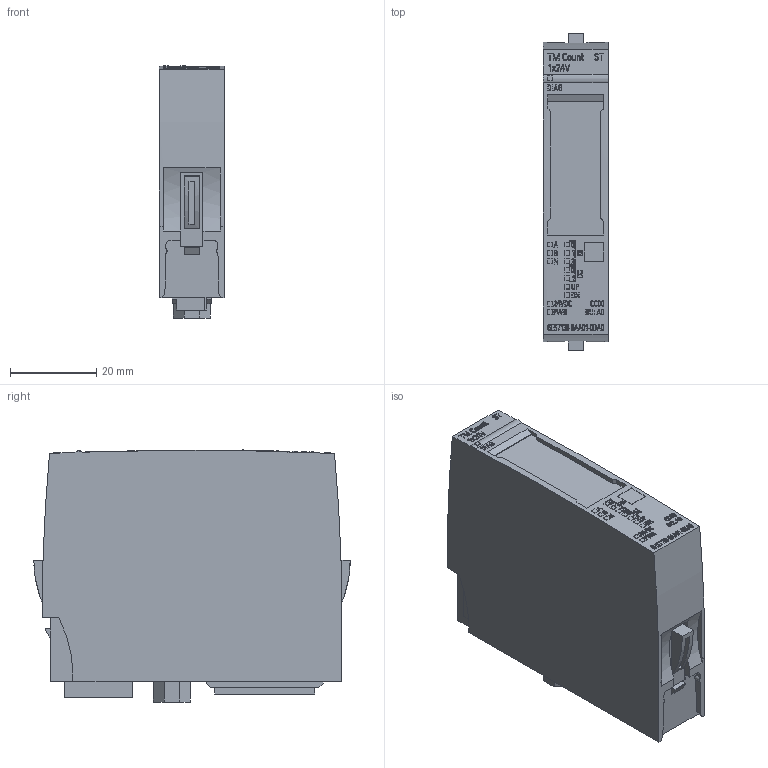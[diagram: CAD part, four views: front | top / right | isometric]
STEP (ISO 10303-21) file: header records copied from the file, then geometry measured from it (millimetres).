
FILE_DESCRIPTION(/* description */ (''),/* implementation_level */ '2;1');
FILE_NAME(/* name */ '6ES7138-6AA01-0BA0_3d.stp',/* time_stamp */ '2024-07-23T11:11:41+02:00',/* author */ (''),/* organization */ (''),/* preprocessor_version */ 'ST-DEVELOPER v18.102',/* originating_system */ 'SIEMENS PLM Software NX 2023',/* authorisation */ '');
FILE_SCHEMA (('AUTOMOTIVE_DESIGN { 1 0 10303 214 3 1 1 1 }'));
Products named in the file (3): A5E47370610A_RS-AA_002_1-labeling; A5E47370590A_RS-AA_002_1-box-15mm; A5E47370550A_RS-AA_002_5-CAx_6ES71386AA010BA0
Assembly tree (2 placements, depth 2):
  A5E47370550A_RS-AA_002_5-CAx_6ES71386AA010BA0
    A5E47370590A_RS-AA_002_1-box-15mm
    A5E47370610A_RS-AA_002_1-labeling
Bounding box: 15.1 x 73.2 x 58.34 mm (x, y, z)
Volume: 21718.9 mm3; surface area: 30734.5 mm2
Topology: 74 solids, 74 shells, 1401 faces, 3492 edges, 2320 vertices
Faces by surface type: plane 1054, extrusion 177, cylinder 170
Entity records: 64525 total; most frequent: CARTESIAN_POINT 20640, ORIENTED_EDGE 6984, DIRECTION 6433, EDGE_CURVE 3492, VECTOR 2627, LINE 2450, VERTEX_POINT 2320, AXIS2_PLACEMENT_3D 1903
